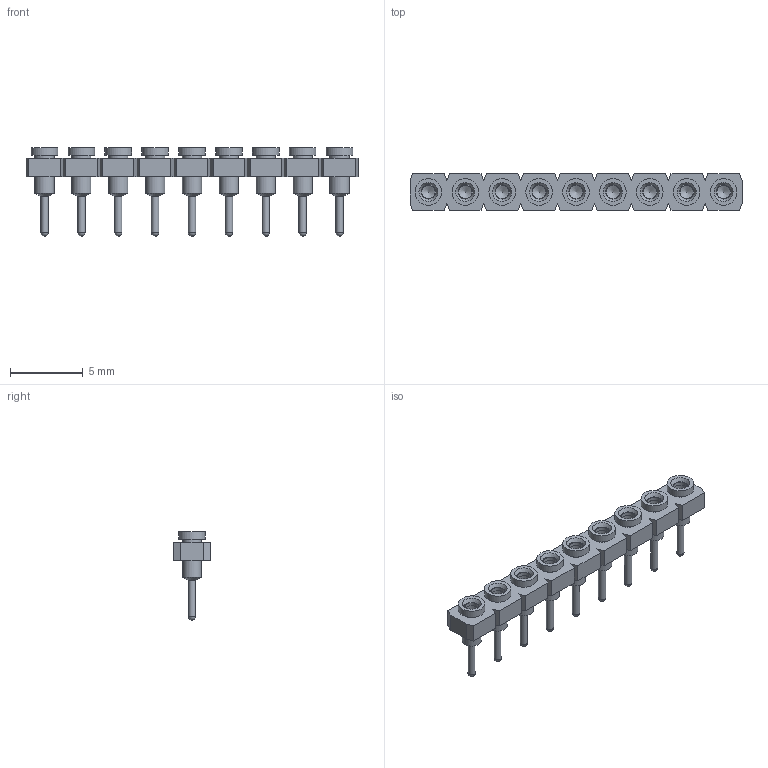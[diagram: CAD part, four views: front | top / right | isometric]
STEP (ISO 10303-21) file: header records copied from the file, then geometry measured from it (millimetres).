
FILE_DESCRIPTION(('FreeCAD Model'),'2;1');
FILE_NAME('Open CASCADE Shape Model','2025-01-11T13:25:02',(''),(''), 'Open CASCADE STEP processor 7.8','FreeCAD','Unknown');
FILE_SCHEMA(('AUTOMOTIVE_DESIGN { 1 0 10303 214 1 1 1 1 }'));
Length unit declared in the file: millimetre
Products named in the file (10): SL-109_socket; SC-4P1_pins036; SC-4P1_pins037; SC-4P1_pins038; SC-4P1_pins039; SC-4P1_pins040; SC-4P1_pins041; SC-4P1_pins042; SC-4P1_pins043; SC-4P1_pins054
Bounding box: 22.86 x 2.54 x 6.1 mm (x, y, z)
Volume: 86.5 mm3; surface area: 513.1 mm2
Topology: 10 solids, 10 shells, 211 faces, 465 edges, 301 vertices
Faces by surface type: plane 103, cylinder 63, cone 36, sphere 9
Full cylindrical faces by diameter (mm): 0.508 x9, 0.914 x9, 1.016 x9, 1.321 x27, 1.829 x9
Entity records: 5872 total; most frequent: CARTESIAN_POINT 1104, DIRECTION 934, ORIENTED_EDGE 894, EDGE_CURVE 447, AXIS2_PLACEMENT_3D 383, VERTEX_POINT 301, FACE_BOUND 274, EDGE_LOOP 274
